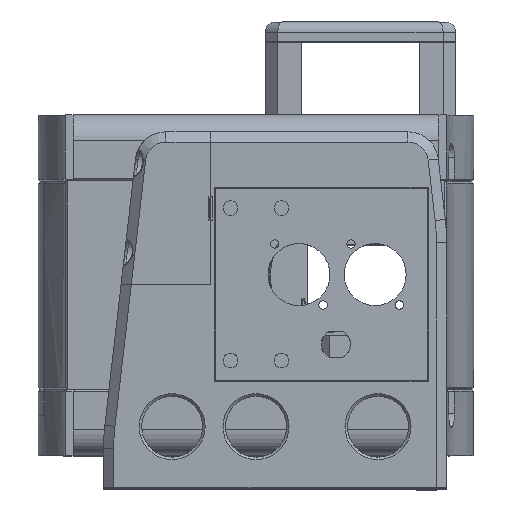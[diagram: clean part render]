
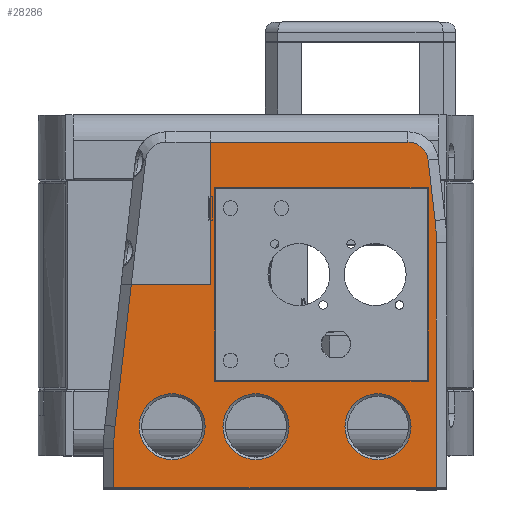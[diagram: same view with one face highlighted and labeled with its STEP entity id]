
A CAD part, top view. The second image highlights one B-rep face of the part: STEP entity #28286.
In plain terms, the highlighted planar face has unit normal (0, 0, 1).
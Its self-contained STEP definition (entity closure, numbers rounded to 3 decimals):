
#236=FACE_BOUND('',#3877,.T.);
#237=FACE_BOUND('',#3878,.T.);
#238=FACE_BOUND('',#3879,.T.);
#239=FACE_BOUND('',#3880,.T.);
#954=CIRCLE('',#30102,13.);
#955=CIRCLE('',#30104,76.);
#956=CIRCLE('',#30105,76.);
#957=CIRCLE('',#30106,8.);
#958=CIRCLE('',#30107,13.);
#959=CIRCLE('',#30108,13.);
#2131=FACE_OUTER_BOUND('',#3876,.T.);
#3876=EDGE_LOOP('',(#20445,#20446,#20447,#20448,#20449,#20450,#20451,#20452,
#20453,#20454,#20455));
#3877=EDGE_LOOP('',(#20456));
#3878=EDGE_LOOP('',(#20457,#20458,#20459,#20460));
#3879=EDGE_LOOP('',(#20461));
#3880=EDGE_LOOP('',(#20462));
#6139=LINE('',#42101,#9355);
#6308=LINE('',#42471,#9524);
#6320=LINE('',#42537,#9536);
#6321=LINE('',#42539,#9537);
#6322=LINE('',#42542,#9538);
#6323=LINE('',#42544,#9539);
#6324=LINE('',#42548,#9540);
#6325=LINE('',#42551,#9541);
#6326=LINE('',#42556,#9542);
#6327=LINE('',#42558,#9543);
#6328=LINE('',#42560,#9544);
#6329=LINE('',#42561,#9545);
#9355=VECTOR('',#33333,10.);
#9524=VECTOR('',#33628,10.);
#9536=VECTOR('',#33704,10.);
#9537=VECTOR('',#33705,10.);
#9538=VECTOR('',#33708,10.);
#9539=VECTOR('',#33709,10.);
#9540=VECTOR('',#33712,10.);
#9541=VECTOR('',#33715,10.);
#9542=VECTOR('',#33718,10.);
#9543=VECTOR('',#33719,10.);
#9544=VECTOR('',#33720,10.);
#9545=VECTOR('',#33721,10.);
#12400=VERTEX_POINT('',#42098);
#12401=VERTEX_POINT('',#42100);
#12538=VERTEX_POINT('',#42468);
#12539=VERTEX_POINT('',#42470);
#12560=VERTEX_POINT('',#42532);
#12561=VERTEX_POINT('',#42536);
#12562=VERTEX_POINT('',#42538);
#12563=VERTEX_POINT('',#42540);
#12564=VERTEX_POINT('',#42543);
#12565=VERTEX_POINT('',#42545);
#12566=VERTEX_POINT('',#42547);
#12567=VERTEX_POINT('',#42549);
#12568=VERTEX_POINT('',#42552);
#12569=VERTEX_POINT('',#42554);
#12570=VERTEX_POINT('',#42555);
#12571=VERTEX_POINT('',#42557);
#12572=VERTEX_POINT('',#42559);
#12573=VERTEX_POINT('',#42562);
#15243=EDGE_CURVE('',#12401,#12400,#6139,.T.);
#15429=EDGE_CURVE('',#12539,#12538,#6308,.T.);
#15458=EDGE_CURVE('',#12560,#12560,#954,.T.);
#15460=EDGE_CURVE('',#12400,#12561,#6320,.T.);
#15461=EDGE_CURVE('',#12562,#12561,#6321,.T.);
#15462=EDGE_CURVE('',#12563,#12562,#955,.T.);
#15463=EDGE_CURVE('',#12539,#12563,#6322,.T.);
#15464=EDGE_CURVE('',#12564,#12538,#6323,.T.);
#15465=EDGE_CURVE('',#12565,#12564,#956,.T.);
#15466=EDGE_CURVE('',#12566,#12565,#6324,.T.);
#15467=EDGE_CURVE('',#12567,#12566,#957,.T.);
#15468=EDGE_CURVE('',#12401,#12567,#6325,.T.);
#15469=EDGE_CURVE('',#12568,#12568,#958,.T.);
#15470=EDGE_CURVE('',#12569,#12570,#6326,.T.);
#15471=EDGE_CURVE('',#12570,#12571,#6327,.T.);
#15472=EDGE_CURVE('',#12571,#12572,#6328,.T.);
#15473=EDGE_CURVE('',#12572,#12569,#6329,.T.);
#15474=EDGE_CURVE('',#12573,#12573,#959,.T.);
#20445=ORIENTED_EDGE('',*,*,#15460,.T.);
#20446=ORIENTED_EDGE('',*,*,#15461,.F.);
#20447=ORIENTED_EDGE('',*,*,#15462,.F.);
#20448=ORIENTED_EDGE('',*,*,#15463,.F.);
#20449=ORIENTED_EDGE('',*,*,#15429,.T.);
#20450=ORIENTED_EDGE('',*,*,#15464,.F.);
#20451=ORIENTED_EDGE('',*,*,#15465,.F.);
#20452=ORIENTED_EDGE('',*,*,#15466,.F.);
#20453=ORIENTED_EDGE('',*,*,#15467,.F.);
#20454=ORIENTED_EDGE('',*,*,#15468,.F.);
#20455=ORIENTED_EDGE('',*,*,#15243,.T.);
#20456=ORIENTED_EDGE('',*,*,#15469,.F.);
#20457=ORIENTED_EDGE('',*,*,#15470,.T.);
#20458=ORIENTED_EDGE('',*,*,#15471,.T.);
#20459=ORIENTED_EDGE('',*,*,#15472,.T.);
#20460=ORIENTED_EDGE('',*,*,#15473,.T.);
#20461=ORIENTED_EDGE('',*,*,#15474,.F.);
#20462=ORIENTED_EDGE('',*,*,#15458,.F.);
#26930=PLANE('',#30103);
#28286=ADVANCED_FACE('',(#2131,#236,#237,#238,#239),#26930,.T.);
#30102=AXIS2_PLACEMENT_3D('',#42533,#33699,#33700);
#30103=AXIS2_PLACEMENT_3D('',#42535,#33702,#33703);
#30104=AXIS2_PLACEMENT_3D('',#42541,#33706,#33707);
#30105=AXIS2_PLACEMENT_3D('',#42546,#33710,#33711);
#30106=AXIS2_PLACEMENT_3D('',#42550,#33713,#33714);
#30107=AXIS2_PLACEMENT_3D('',#42553,#33716,#33717);
#30108=AXIS2_PLACEMENT_3D('',#42563,#33722,#33723);
#33333=DIRECTION('',(0.,-1.,0.));
#33628=DIRECTION('',(1.,0.,0.));
#33699=DIRECTION('center_axis',(0.,0.,1.));
#33700=DIRECTION('ref_axis',(-1.,0.,0.));
#33702=DIRECTION('center_axis',(0.,0.,1.));
#33703=DIRECTION('ref_axis',(1.,0.,0.));
#33704=DIRECTION('',(-1.,0.,0.));
#33705=DIRECTION('',(0.114,0.993,0.));
#33706=DIRECTION('center_axis',(0.,0.,-1.));
#33707=DIRECTION('ref_axis',(-0.998,0.057,0.));
#33708=DIRECTION('',(0.,1.,0.));
#33709=DIRECTION('',(0.,-1.,0.));
#33710=DIRECTION('center_axis',(0.,0.,-1.));
#33711=DIRECTION('ref_axis',(0.998,0.058,0.));
#33712=DIRECTION('',(0.115,-0.993,0.));
#33713=DIRECTION('center_axis',(0.,0.,-1.));
#33714=DIRECTION('ref_axis',(0.665,0.747,0.));
#33715=DIRECTION('',(1.,0.,0.));
#33716=DIRECTION('center_axis',(0.,0.,1.));
#33717=DIRECTION('ref_axis',(-1.,0.,0.));
#33718=DIRECTION('',(-1.,0.,0.));
#33719=DIRECTION('',(0.,1.,0.));
#33720=DIRECTION('',(1.,0.,0.));
#33721=DIRECTION('',(0.,-1.,0.));
#33722=DIRECTION('center_axis',(0.,0.,1.));
#33723=DIRECTION('ref_axis',(-1.,0.,0.));
#42098=CARTESIAN_POINT('',(-17.8,0.,266.));
#42100=CARTESIAN_POINT('',(-17.8,56.,266.));
#42101=CARTESIAN_POINT('',(-17.8,25.,266.));
#42468=CARTESIAN_POINT('',(71.,-80.,266.));
#42470=CARTESIAN_POINT('',(-56.,-80.,266.));
#42471=CARTESIAN_POINT('',(75.,-80.,266.));
#42532=CARTESIAN_POINT('',(61.,-56.,266.));
#42533=CARTESIAN_POINT('Origin',(48.,-56.,266.));
#42535=CARTESIAN_POINT('Origin',(7.5,-10.,266.));
#42536=CARTESIAN_POINT('',(-49.074,0.,266.));
#42537=CARTESIAN_POINT('',(-5.15,0.,266.));
#42538=CARTESIAN_POINT('',(-55.502,-55.902,266.));
#42539=CARTESIAN_POINT('',(-45.849,28.047,266.));
#42540=CARTESIAN_POINT('',(-56.,-64.585,266.));
#42541=CARTESIAN_POINT('Origin',(20.,-64.585,266.));
#42542=CARTESIAN_POINT('',(-56.,-35.,266.));
#42543=CARTESIAN_POINT('',(71.,16.387,266.));
#42544=CARTESIAN_POINT('',(71.,-45.,266.));
#42545=CARTESIAN_POINT('',(70.496,25.122,266.));
#42546=CARTESIAN_POINT('Origin',(-5.,16.387,266.));
#42547=CARTESIAN_POINT('',(67.743,48.919,266.));
#42548=CARTESIAN_POINT('',(72.35,9.098,266.));
#42549=CARTESIAN_POINT('',(59.796,56.,266.));
#42550=CARTESIAN_POINT('Origin',(59.796,48.,266.));
#42551=CARTESIAN_POINT('',(38.994,56.,266.));
#42552=CARTESIAN_POINT('',(13.,-56.,266.));
#42553=CARTESIAN_POINT('Origin',(0.,-56.,266.));
#42554=CARTESIAN_POINT('',(67.7,-38.1,266.));
#42555=CARTESIAN_POINT('',(-16.3,-38.1,266.));
#42556=CARTESIAN_POINT('',(37.6,-38.1,266.));
#42557=CARTESIAN_POINT('',(-16.3,38.1,266.));
#42558=CARTESIAN_POINT('',(-16.3,-24.05,266.));
#42559=CARTESIAN_POINT('',(67.7,38.1,266.));
#42560=CARTESIAN_POINT('',(-4.4,38.1,266.));
#42561=CARTESIAN_POINT('',(67.7,14.05,266.));
#42562=CARTESIAN_POINT('',(-20.,-56.,266.));
#42563=CARTESIAN_POINT('Origin',(-33.,-56.,266.));
